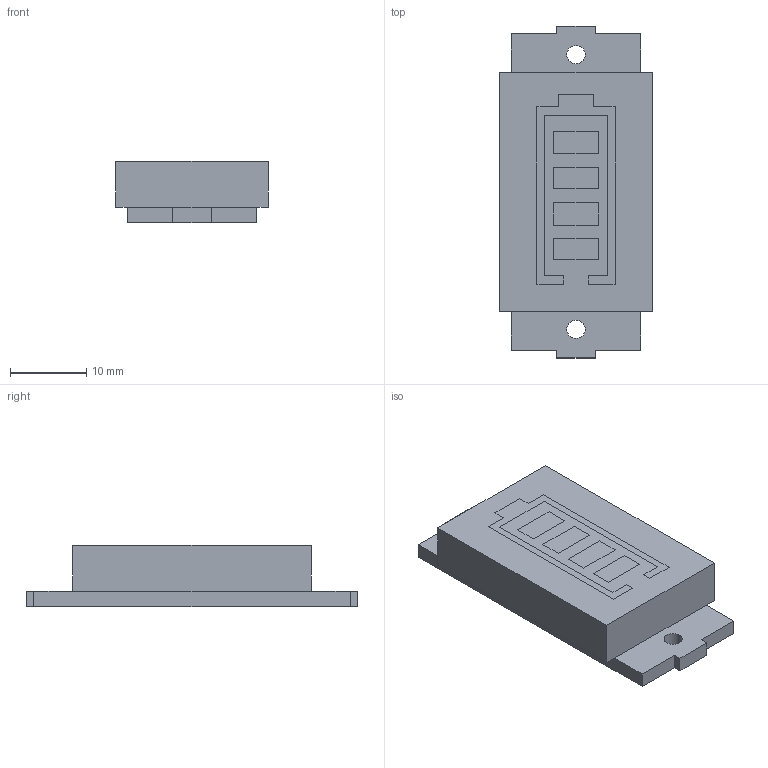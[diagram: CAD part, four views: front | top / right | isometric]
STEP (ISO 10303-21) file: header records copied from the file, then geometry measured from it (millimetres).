
FILE_DESCRIPTION (( 'STEP AP203' ), '1' );
FILE_NAME ('Lithium Battery Capacity Indicator Module.STEP', '2021-03-17T08:23:55', ( '' ), ( '' ), 'SwSTEP 2.0', 'SolidWorks 2020', '' );
FILE_SCHEMA (( 'CONFIG_CONTROL_DESIGN' ));
Length unit declared in the file: millimetre
Products named in the file (1): Lithium Battery Capacity Indicator Module
Bounding box: 20 x 43.5 x 8 mm (x, y, z)
Volume: 5168.9 mm3; surface area: 2488.5 mm2
Topology: 1 solids, 1 shells, 31 faces, 100 edges, 76 vertices
Faces by surface type: plane 27, cylinder 4
Entity records: 1211 total; most frequent: CARTESIAN_POINT 208, ORIENTED_EDGE 200, DIRECTION 172, EDGE_CURVE 100, LINE 92, VECTOR 92, VERTEX_POINT 76, EDGE_LOOP 40
